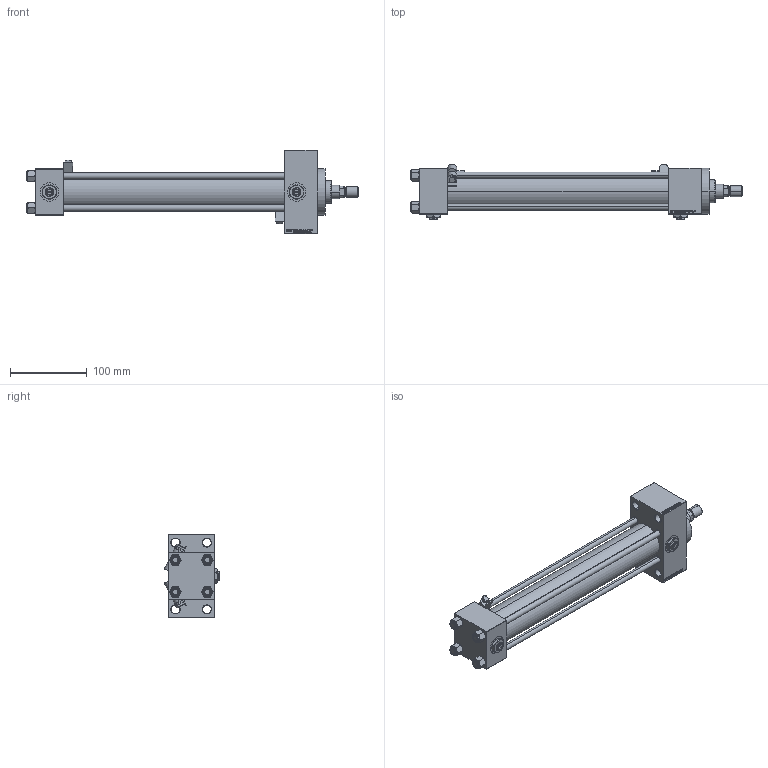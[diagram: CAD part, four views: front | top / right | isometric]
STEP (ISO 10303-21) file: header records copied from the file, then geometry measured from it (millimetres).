
FILE_DESCRIPTION (( 'STEP AP203' ), '1' );
FILE_NAME ('cfe9.STEP', '2025-07-29T09:40:08', ( '' ), ( '' ), 'SwSTEP 2.0', 'SolidWorks 2019', '' );
FILE_SCHEMA (( 'CONFIG_CONTROL_DESIGN' ));
Length unit declared in the file: millimetre
Products named in the file (9): ROD_END_AH 631a8263f157be7a028699ea6421023f; Zatka_pro_OIL_PORT 631a8263f157be7a028699ea6421023f; V215_VC_A 631a8263f157be7a028699ea6421023f; V215CR_D_TYCINKA 631a8263f157be7a028699ea6421023f; NUT_M5_D 631a8263f157be7a028699ea6421023f; V215CR_VCP_D 631a8263f157be7a028699ea6421023f; cfe9; MSRF_MSRG1 631a8263f157be7a028699ea6421023f; V215CR_D_Body 631a8263f157be7a028699ea6421023f
Assembly tree (16 placements, depth 2):
  cfe9
    V215CR_D_Body 631a8263f157be7a028699ea6421023f
    V215CR_VCP_D 631a8263f157be7a028699ea6421023f
    NUT_M5_D 631a8263f157be7a028699ea6421023f  x4
    V215CR_D_TYCINKA 631a8263f157be7a028699ea6421023f  x4
    V215_VC_A 631a8263f157be7a028699ea6421023f
    ROD_END_AH 631a8263f157be7a028699ea6421023f
    MSRF_MSRG1 631a8263f157be7a028699ea6421023f  x2
    Zatka_pro_OIL_PORT 631a8263f157be7a028699ea6421023f  x2
Bounding box: 433 x 71.97 x 109 mm (x, y, z)
Volume: 723321.1 mm3; surface area: 227603.2 mm2
Topology: 16 solids, 16 shells, 1284 faces, 3164 edges, 2035 vertices
Faces by surface type: plane 586, bspline 368, cone 188, cylinder 132, torus 10
Entity records: 50808 total; most frequent: CARTESIAN_POINT 25926, ORIENTED_EDGE 5478, DIRECTION 3687, EDGE_CURVE 2739, VERTEX_POINT 1785, VECTOR 1615, LINE 1615, EDGE_LOOP 1232
